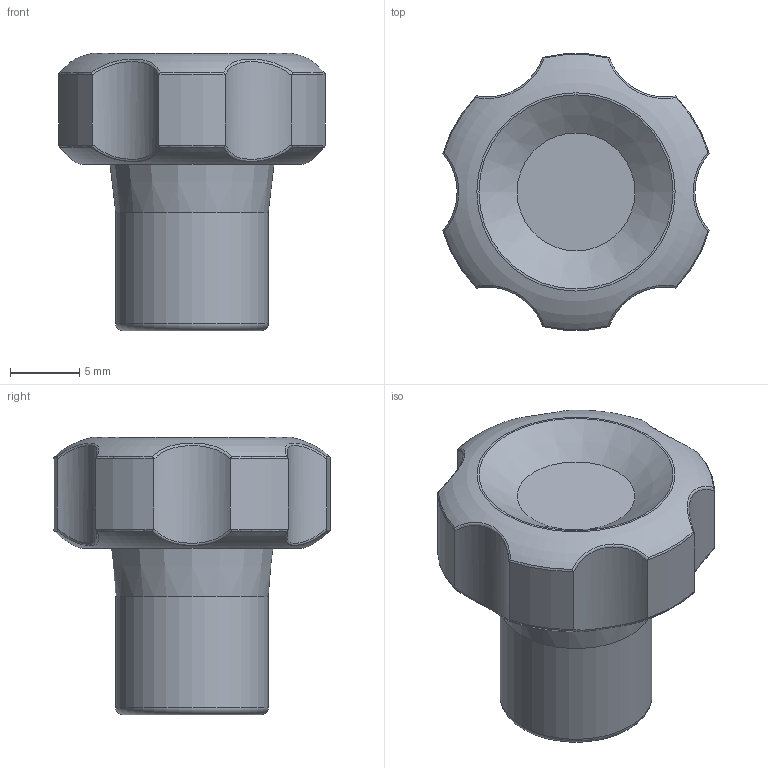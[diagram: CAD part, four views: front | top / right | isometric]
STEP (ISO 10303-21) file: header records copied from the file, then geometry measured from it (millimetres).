
FILE_DESCRIPTION( ( 'Unknown' ), '1' );
FILE_NAME( '6370015_LB20_M06.stp', 'Unknown', ( 'Unknown' ), ( 'Unknown' ), 'PSStep 11.0', 'Unknown', ' ' );
FILE_SCHEMA( ( 'AUTOMOTIVE_DESIGN { 1 0 10303 214 1 1 1 1 }' ) );
Length unit declared in the file: millimetre
Products named in the file (1): 6370015
Bounding box: 19.21 x 19.94 x 20 mm (x, y, z)
Volume: 2767.2 mm3; surface area: 1792.7 mm2
Topology: 1 solids, 1 shells, 53 faces, 140 edges, 92 vertices
Faces by surface type: torus 16, cylinder 15, bspline 12, cone 5, plane 5
Full cylindrical faces by diameter (mm): 4.917 x2, 11 x1
Entity records: 6158 total; most frequent: CARTESIAN_POINT 4635, ORIENTED_EDGE 246, DIRECTION 174, EDGE_CURVE 123, VERTEX_POINT 88, AXIS2_PLACEMENT_3D 81, B_SPLINE_CURVE_WITH_KNOTS 72, EDGE_LOOP 68
